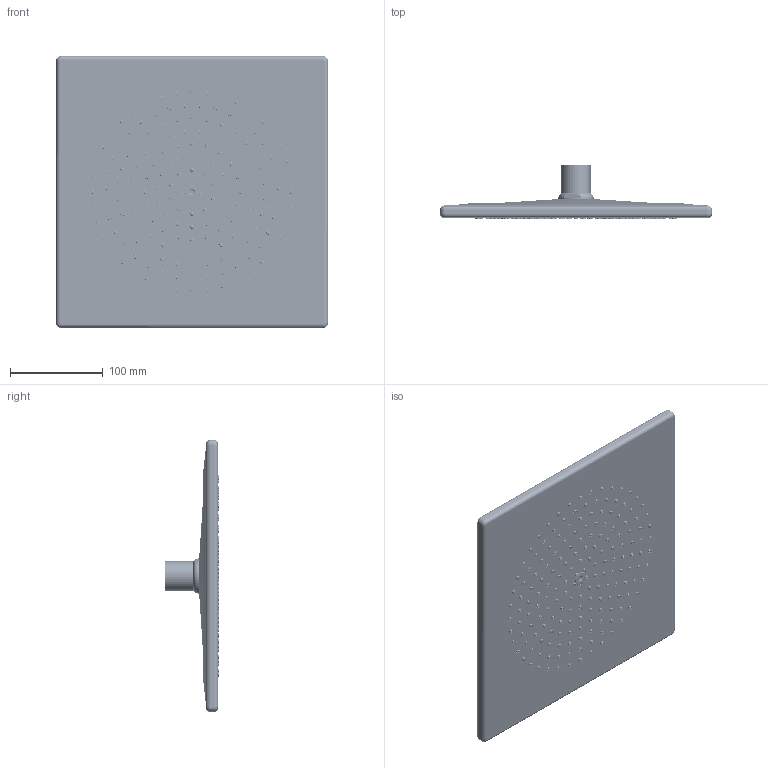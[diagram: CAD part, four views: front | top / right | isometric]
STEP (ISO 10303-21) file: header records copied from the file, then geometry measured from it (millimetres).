
FILE_DESCRIPTION((''),'2;1');
FILE_NAME('2165','2024-10-15T20:32:56',('nehatek'),(''),'CREO PARAMETRIC BY PTC INC, 2023134','CREO PARAMETRIC BY PTC INC, 2023134','');
FILE_SCHEMA(('CONFIG_CONTROL_DESIGN'));
Length unit declared in the file: inch
Products named in the file (1): 2165
Bounding box: 293.53 x 59.11 x 293.53 mm (x, y, z)
Volume: 1322079.9 mm3; surface area: 197347.1 mm2
Topology: 1 solids, 1 shells, 2984 faces, 6164 edges, 3911 vertices
Faces by surface type: cylinder 1112, plane 760, torus 736, cone 366, bspline 6, sphere 4
Entity records: 91330 total; most frequent: CARTESIAN_POINT 25774, DIRECTION 15193, ORIENTED_EDGE 12328, AXIS2_PLACEMENT_3D 6833, EDGE_CURVE 6164, VERTEX_POINT 3911, CIRCLE 3855, EDGE_LOOP 3713
